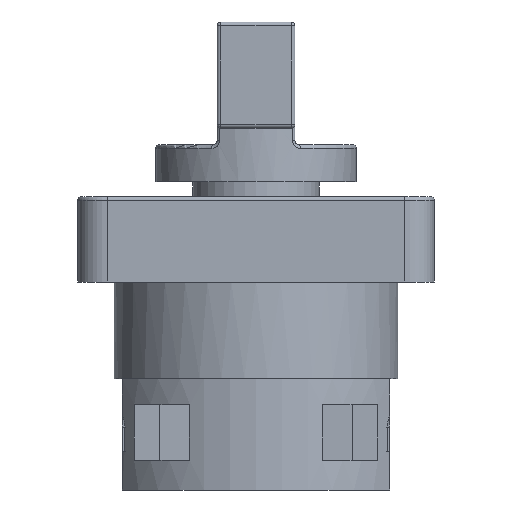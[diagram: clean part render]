
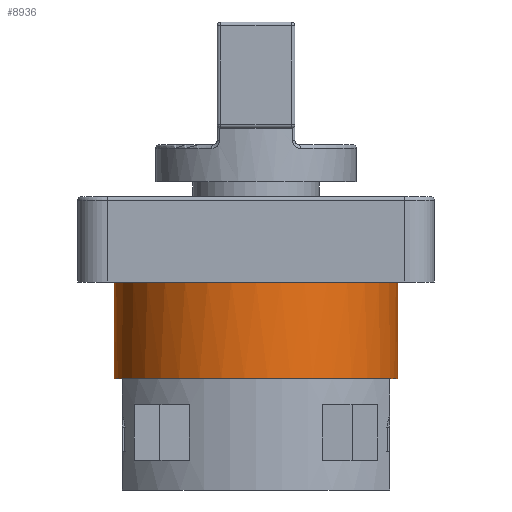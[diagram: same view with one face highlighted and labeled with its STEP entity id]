
A CAD part, front view. The second image highlights one B-rep face of the part: STEP entity #8936.
In plain terms, the highlighted cylindrical face has radius 19.1 mm (diameter 38.2 mm), a partial arc.
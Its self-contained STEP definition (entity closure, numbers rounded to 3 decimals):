
#875 = CIRCLE ( 'NONE', #4957, 19.1 ) ;
#910 = ORIENTED_EDGE ( 'NONE', *, *, #10637, .F. ) ;
#1016 = VERTEX_POINT ( 'NONE', #8831 ) ;
#1050 = CIRCLE ( 'NONE', #6945, 19.1 ) ;
#1561 = CARTESIAN_POINT ( 'NONE',  ( 0., 0., -24.5 ) ) ;
#1789 = VERTEX_POINT ( 'NONE', #12098 ) ;
#1813 = ORIENTED_EDGE ( 'NONE', *, *, #9412, .F. ) ;
#1880 = AXIS2_PLACEMENT_3D ( 'NONE', #3518, #3605, #7378 ) ;
#1986 = VERTEX_POINT ( 'NONE', #2088 ) ;
#2088 = CARTESIAN_POINT ( 'NONE',  ( -19.1, 0., -24.5 ) ) ;
#2412 = CARTESIAN_POINT ( 'NONE',  ( -19.1, 0., -11.5 ) ) ;
#2946 = DIRECTION ( 'NONE',  ( 0., 0., -1. ) ) ;
#3291 = EDGE_CURVE ( 'NONE', #1789, #1986, #10967, .T. ) ;
#3518 = CARTESIAN_POINT ( 'NONE',  ( 0., 0., -24.5 ) ) ;
#3605 = DIRECTION ( 'NONE',  ( 0., 0., 1. ) ) ;
#3835 = DIRECTION ( 'NONE',  ( -1., 0., 0. ) ) ;
#4027 = CARTESIAN_POINT ( 'NONE',  ( 19.1, 0., -11.5 ) ) ;
#4073 = CARTESIAN_POINT ( 'NONE',  ( 18., -6.388, -24.5 ) ) ;
#4445 = DIRECTION ( 'NONE',  ( 0., 0., -1. ) ) ;
#4714 = CIRCLE ( 'NONE', #8170, 19.1 ) ;
#4957 = AXIS2_PLACEMENT_3D ( 'NONE', #1561, #4445, #11985 ) ;
#5401 = LINE ( 'NONE', #12185, #12323 ) ;
#5497 = DIRECTION ( 'NONE',  ( 0., 0., 1. ) ) ;
#5742 = AXIS2_PLACEMENT_3D ( 'NONE', #7692, #2946, #9684 ) ;
#5968 = VERTEX_POINT ( 'NONE', #4073 ) ;
#6413 = EDGE_CURVE ( 'NONE', #8311, #12164, #4714, .T. ) ;
#6597 = CARTESIAN_POINT ( 'NONE',  ( 0., 0., -24.5 ) ) ;
#6945 = AXIS2_PLACEMENT_3D ( 'NONE', #6597, #12408, #3835 ) ;
#7369 = CYLINDRICAL_SURFACE ( 'NONE', #1880, 19.1 ) ;
#7378 = DIRECTION ( 'NONE',  ( 1., 0., 0. ) ) ;
#7692 = CARTESIAN_POINT ( 'NONE',  ( 0., 0., -24.5 ) ) ;
#8170 = AXIS2_PLACEMENT_3D ( 'NONE', #9271, #8249, #10163 ) ;
#8217 = VECTOR ( 'NONE', #10766, 1000. ) ;
#8249 = DIRECTION ( 'NONE',  ( 0., 0., -1. ) ) ;
#8311 = VERTEX_POINT ( 'NONE', #4027 ) ;
#8831 = CARTESIAN_POINT ( 'NONE',  ( 19.1, 0., -24.5 ) ) ;
#8936 = ADVANCED_FACE ( 'NONE', ( #11591 ), #7369, .T. ) ;
#9136 = LINE ( 'NONE', #11744, #8217 ) ;
#9271 = CARTESIAN_POINT ( 'NONE',  ( 0., 0., -11.5 ) ) ;
#9392 = ORIENTED_EDGE ( 'NONE', *, *, #10402, .F. ) ;
#9412 = EDGE_CURVE ( 'NONE', #5968, #1789, #1050, .T. ) ;
#9684 = DIRECTION ( 'NONE',  ( -1., 0., 0. ) ) ;
#9805 = ORIENTED_EDGE ( 'NONE', *, *, #3291, .F. ) ;
#10153 = EDGE_CURVE ( 'NONE', #1016, #8311, #5401, .T. ) ;
#10163 = DIRECTION ( 'NONE',  ( -1., 0., 0. ) ) ;
#10229 = ORIENTED_EDGE ( 'NONE', *, *, #6413, .T. ) ;
#10402 = EDGE_CURVE ( 'NONE', #1986, #12164, #9136, .T. ) ;
#10637 = EDGE_CURVE ( 'NONE', #1016, #5968, #875, .T. ) ;
#10766 = DIRECTION ( 'NONE',  ( 0., 0., 1. ) ) ;
#10967 = CIRCLE ( 'NONE', #5742, 19.1 ) ;
#11254 = EDGE_LOOP ( 'NONE', ( #9392, #9805, #1813, #910, #11705, #10229 ) ) ;
#11591 = FACE_OUTER_BOUND ( 'NONE', #11254, .T. ) ;
#11705 = ORIENTED_EDGE ( 'NONE', *, *, #10153, .T. ) ;
#11744 = CARTESIAN_POINT ( 'NONE',  ( -19.1, 0., -24.5 ) ) ;
#11985 = DIRECTION ( 'NONE',  ( -1., 0., 0. ) ) ;
#12098 = CARTESIAN_POINT ( 'NONE',  ( -18., -6.388, -24.5 ) ) ;
#12164 = VERTEX_POINT ( 'NONE', #2412 ) ;
#12185 = CARTESIAN_POINT ( 'NONE',  ( 19.1, 0., -24.5 ) ) ;
#12323 = VECTOR ( 'NONE', #5497, 1000. ) ;
#12408 = DIRECTION ( 'NONE',  ( 0., 0., -1. ) ) ;
